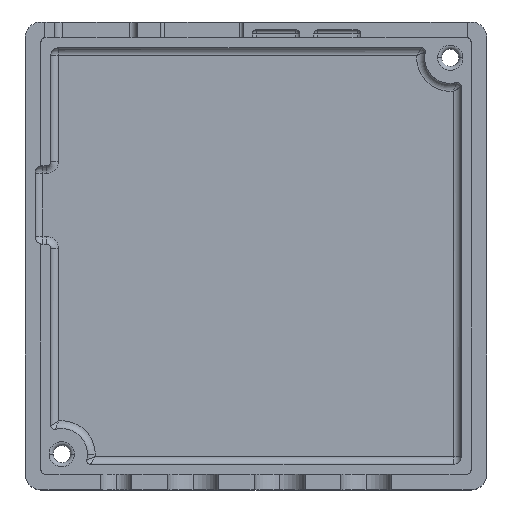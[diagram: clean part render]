
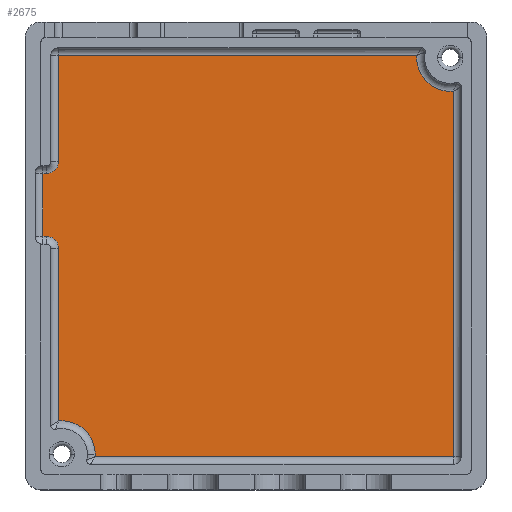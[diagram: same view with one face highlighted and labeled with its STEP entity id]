
A CAD part, top view. The second image highlights one B-rep face of the part: STEP entity #2675.
In plain terms, the highlighted planar face has unit normal (0, 0, 1).
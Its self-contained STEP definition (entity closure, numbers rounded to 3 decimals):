
#30 = VERTEX_POINT ( 'NONE', #6121 ) ;
#78 = LINE ( 'NONE', #2994, #6693 ) ;
#275 = CARTESIAN_POINT ( 'NONE',  ( -25.1, -27.75, 2. ) ) ;
#282 = CARTESIAN_POINT ( 'NONE',  ( -20.45, -25.2, 2. ) ) ;
#333 = ORIENTED_EDGE ( 'NONE', *, *, #8284, .T. ) ;
#431 = DIRECTION ( 'NONE',  ( 0., 0., -1. ) ) ;
#696 = CARTESIAN_POINT ( 'NONE',  ( -27.35, 10.5, 2. ) ) ;
#789 = CARTESIAN_POINT ( 'NONE',  ( -27.1, 10.5, 2. ) ) ;
#937 = VERTEX_POINT ( 'NONE', #8339 ) ;
#1090 = AXIS2_PLACEMENT_3D ( 'NONE', #7643, #10534, #11329 ) ;
#1178 = EDGE_CURVE ( 'NONE', #6416, #3057, #2147, .T. ) ;
#1586 = CARTESIAN_POINT ( 'NONE',  ( -25.1, 1., 2. ) ) ;
#2053 = EDGE_CURVE ( 'NONE', #937, #6416, #11634, .T. ) ;
#2096 = CARTESIAN_POINT ( 'NONE',  ( -25.1, -27.75, 2. ) ) ;
#2147 = LINE ( 'NONE', #3097, #8536 ) ;
#2212 = EDGE_CURVE ( 'NONE', #2378, #10523, #9389, .T. ) ;
#2217 = DIRECTION ( 'NONE',  ( 1., 0., 0. ) ) ;
#2287 = AXIS2_PLACEMENT_3D ( 'NONE', #8592, #6837, #7867 ) ;
#2378 = VERTEX_POINT ( 'NONE', #1586 ) ;
#2416 = DIRECTION ( 'NONE',  ( 0., 1., 0. ) ) ;
#2481 = LINE ( 'NONE', #696, #7040 ) ;
#2628 = CARTESIAN_POINT ( 'NONE',  ( -20.461, -25.5, 2. ) ) ;
#2675 = ADVANCED_FACE ( 'NONE', ( #6949 ), #4195, .T. ) ;
#2692 = AXIS2_PLACEMENT_3D ( 'NONE', #4130, #431, #2217 ) ;
#2765 = VECTOR ( 'NONE', #2416, 1000. ) ;
#2994 = CARTESIAN_POINT ( 'NONE',  ( -27.35, 2.5, 2. ) ) ;
#3057 = VERTEX_POINT ( 'NONE', #11797 ) ;
#3061 = DIRECTION ( 'NONE',  ( 1., 0., 0. ) ) ;
#3097 = CARTESIAN_POINT ( 'NONE',  ( -27.35, 25.5, 2. ) ) ;
#3447 = CIRCLE ( 'NONE', #2287, 4.25 ) ;
#3531 = AXIS2_PLACEMENT_3D ( 'NONE', #7733, #4024, #4139 ) ;
#3548 = EDGE_CURVE ( 'NONE', #7100, #937, #7026, .T. ) ;
#3795 = VECTOR ( 'NONE', #10439, 1000. ) ;
#3881 = DIRECTION ( 'NONE',  ( 0., 0., -1. ) ) ;
#3932 = VECTOR ( 'NONE', #5640, 1000. ) ;
#3952 = ORIENTED_EDGE ( 'NONE', *, *, #4674, .T. ) ;
#3969 = LINE ( 'NONE', #11121, #3932 ) ;
#4024 = DIRECTION ( 'NONE',  ( 0., 0., 1. ) ) ;
#4130 = CARTESIAN_POINT ( 'NONE',  ( -24.7, -25.2, 2. ) ) ;
#4139 = DIRECTION ( 'NONE',  ( 1., 0., 0. ) ) ;
#4195 = PLANE ( 'NONE',  #3531 ) ;
#4337 = CARTESIAN_POINT ( 'NONE',  ( 25.1, -27.75, 2. ) ) ;
#4423 = VERTEX_POINT ( 'NONE', #11765 ) ;
#4558 = EDGE_CURVE ( 'NONE', #11108, #9603, #3447, .T. ) ;
#4674 = EDGE_CURVE ( 'NONE', #30, #9063, #6313, .T. ) ;
#4692 = DIRECTION ( 'NONE',  ( 0., -1., 0. ) ) ;
#4876 = EDGE_CURVE ( 'NONE', #10523, #11108, #7859, .T. ) ;
#4959 = CARTESIAN_POINT ( 'NONE',  ( 25.1, -25.5, 2. ) ) ;
#4994 = EDGE_CURVE ( 'NONE', #4423, #10965, #78, .T. ) ;
#4999 = ORIENTED_EDGE ( 'NONE', *, *, #2053, .T. ) ;
#5045 = ORIENTED_EDGE ( 'NONE', *, *, #3548, .T. ) ;
#5404 = ORIENTED_EDGE ( 'NONE', *, *, #4558, .T. ) ;
#5640 = DIRECTION ( 'NONE',  ( 0., -1., 0. ) ) ;
#5700 = CARTESIAN_POINT ( 'NONE',  ( -27.35, -25.5, 2. ) ) ;
#5833 = VECTOR ( 'NONE', #3061, 1000. ) ;
#6121 = CARTESIAN_POINT ( 'NONE',  ( -25.1, 12., 2. ) ) ;
#6313 = CIRCLE ( 'NONE', #8799, 1.5 ) ;
#6327 = CARTESIAN_POINT ( 'NONE',  ( -26.6, 2.5, 2. ) ) ;
#6416 = VERTEX_POINT ( 'NONE', #11332 ) ;
#6693 = VECTOR ( 'NONE', #9368, 1000. ) ;
#6758 = DIRECTION ( 'NONE',  ( -1., 0., 0. ) ) ;
#6837 = DIRECTION ( 'NONE',  ( 0., 0., -1. ) ) ;
#6914 = EDGE_CURVE ( 'NONE', #9063, #9632, #2481, .T. ) ;
#6949 = FACE_OUTER_BOUND ( 'NONE', #8582, .T. ) ;
#7026 = LINE ( 'NONE', #4337, #2765 ) ;
#7040 = VECTOR ( 'NONE', #10471, 1000. ) ;
#7097 = EDGE_CURVE ( 'NONE', #3057, #30, #11228, .T. ) ;
#7100 = VERTEX_POINT ( 'NONE', #4959 ) ;
#7439 = LINE ( 'NONE', #5700, #5833 ) ;
#7501 = ORIENTED_EDGE ( 'NONE', *, *, #6914, .T. ) ;
#7643 = CARTESIAN_POINT ( 'NONE',  ( 24.7, 25.2, 2. ) ) ;
#7733 = CARTESIAN_POINT ( 'NONE',  ( -27.35, -27.75, 2. ) ) ;
#7859 = CIRCLE ( 'NONE', #2692, 4.25 ) ;
#7867 = DIRECTION ( 'NONE',  ( 1., 0., 0. ) ) ;
#8228 = EDGE_CURVE ( 'NONE', #9632, #4423, #3969, .T. ) ;
#8229 = CIRCLE ( 'NONE', #9003, 1.5 ) ;
#8284 = EDGE_CURVE ( 'NONE', #9603, #7100, #7439, .T. ) ;
#8339 = CARTESIAN_POINT ( 'NONE',  ( 25.1, 20.969, 2. ) ) ;
#8443 = CARTESIAN_POINT ( 'NONE',  ( -26.6, 1., 2. ) ) ;
#8536 = VECTOR ( 'NONE', #6758, 1000. ) ;
#8582 = EDGE_LOOP ( 'NONE', ( #10207, #9123, #10641, #5404, #333, #5045, #4999, #11327, #11550, #3952, #7501, #10950, #11642 ) ) ;
#8592 = CARTESIAN_POINT ( 'NONE',  ( -24.7, -25.2, 2. ) ) ;
#8799 = AXIS2_PLACEMENT_3D ( 'NONE', #11541, #10631, #11724 ) ;
#8946 = VECTOR ( 'NONE', #4692, 1000. ) ;
#9003 = AXIS2_PLACEMENT_3D ( 'NONE', #8443, #3881, #10977 ) ;
#9063 = VERTEX_POINT ( 'NONE', #11733 ) ;
#9123 = ORIENTED_EDGE ( 'NONE', *, *, #2212, .T. ) ;
#9368 = DIRECTION ( 'NONE',  ( 1., 0., 0. ) ) ;
#9389 = LINE ( 'NONE', #275, #8946 ) ;
#9603 = VERTEX_POINT ( 'NONE', #2628 ) ;
#9632 = VERTEX_POINT ( 'NONE', #789 ) ;
#9902 = CARTESIAN_POINT ( 'NONE',  ( -25.1, -20.969, 2. ) ) ;
#10207 = ORIENTED_EDGE ( 'NONE', *, *, #10709, .T. ) ;
#10439 = DIRECTION ( 'NONE',  ( 0., -1., 0. ) ) ;
#10471 = DIRECTION ( 'NONE',  ( -1., 0., 0. ) ) ;
#10523 = VERTEX_POINT ( 'NONE', #9902 ) ;
#10534 = DIRECTION ( 'NONE',  ( 0., 0., -1. ) ) ;
#10631 = DIRECTION ( 'NONE',  ( 0., 0., -1. ) ) ;
#10641 = ORIENTED_EDGE ( 'NONE', *, *, #4876, .T. ) ;
#10709 = EDGE_CURVE ( 'NONE', #10965, #2378, #8229, .T. ) ;
#10950 = ORIENTED_EDGE ( 'NONE', *, *, #8228, .T. ) ;
#10965 = VERTEX_POINT ( 'NONE', #6327 ) ;
#10977 = DIRECTION ( 'NONE',  ( 1., 0., 0. ) ) ;
#11108 = VERTEX_POINT ( 'NONE', #282 ) ;
#11121 = CARTESIAN_POINT ( 'NONE',  ( -27.1, -27.75, 2. ) ) ;
#11228 = LINE ( 'NONE', #2096, #3795 ) ;
#11327 = ORIENTED_EDGE ( 'NONE', *, *, #1178, .T. ) ;
#11329 = DIRECTION ( 'NONE',  ( 1., 0., 0. ) ) ;
#11332 = CARTESIAN_POINT ( 'NONE',  ( 20.461, 25.5, 2. ) ) ;
#11541 = CARTESIAN_POINT ( 'NONE',  ( -26.6, 12., 2. ) ) ;
#11550 = ORIENTED_EDGE ( 'NONE', *, *, #7097, .T. ) ;
#11634 = CIRCLE ( 'NONE', #1090, 4.25 ) ;
#11642 = ORIENTED_EDGE ( 'NONE', *, *, #4994, .T. ) ;
#11724 = DIRECTION ( 'NONE',  ( 1., 0., 0. ) ) ;
#11733 = CARTESIAN_POINT ( 'NONE',  ( -26.6, 10.5, 2. ) ) ;
#11765 = CARTESIAN_POINT ( 'NONE',  ( -27.1, 2.5, 2. ) ) ;
#11797 = CARTESIAN_POINT ( 'NONE',  ( -25.1, 25.5, 2. ) ) ;
